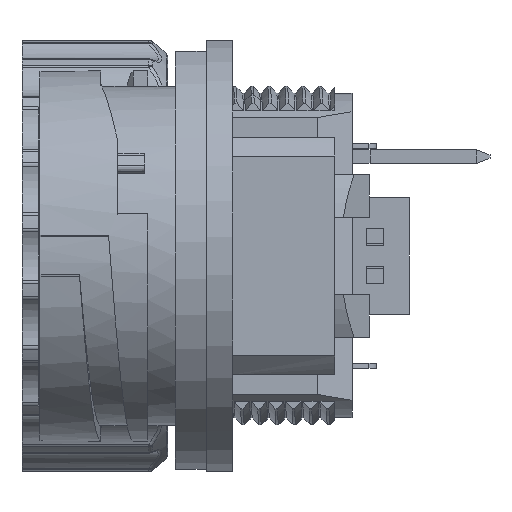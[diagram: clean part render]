
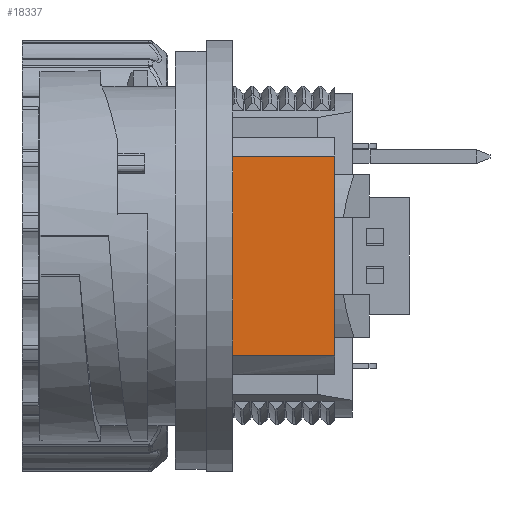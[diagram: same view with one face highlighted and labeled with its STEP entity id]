
A CAD part, left-side view. The second image highlights one B-rep face of the part: STEP entity #18337.
In plain terms, the highlighted face is planar.
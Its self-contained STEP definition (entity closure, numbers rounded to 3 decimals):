
#9469=DIRECTION('',(0.,0.,1.));
#9470=VECTOR('',#9469,1.081);
#9471=CARTESIAN_POINT('',(7.5,-7.5,-5.831));
#9472=LINE('1371',#9471,#9470);
#9541=DIRECTION('',(0.,0.,1.));
#9542=VECTOR('',#9541,4.5);
#9543=CARTESIAN_POINT('',(7.5,-7.5,-2.25));
#9544=LINE('1372',#9543,#9542);
#9598=DIRECTION('',(0.,0.,1.));
#9599=VECTOR('',#9598,1.081);
#9600=CARTESIAN_POINT('',(7.5,-7.5,4.75));
#9601=LINE('1373',#9600,#9599);
#9959=DIRECTION('',(0.,-1.,0.));
#9960=VECTOR('',#9959,7.5);
#9961=CARTESIAN_POINT('',(7.5,0.,5.831));
#9962=LINE('1014',#9961,#9960);
#10509=DIRECTION('',(0.,0.,1.));
#10510=VECTOR('',#10509,11.662);
#10511=CARTESIAN_POINT('',(7.5,0.,-5.831));
#10512=LINE('920',#10511,#10510);
#12962=DIRECTION('',(0.,0.,-1.));
#12963=VECTOR('',#12962,2.5);
#12964=CARTESIAN_POINT('',(7.5,-7.5,4.75));
#12965=LINE('1355',#12964,#12963);
#12969=DIRECTION('',(0.,-1.,0.));
#12970=VECTOR('',#12969,7.5);
#12971=CARTESIAN_POINT('',(7.5,0.,-5.831));
#12972=LINE('1013',#12971,#12970);
#12976=DIRECTION('',(0.,0.,-1.));
#12977=VECTOR('',#12976,2.5);
#12978=CARTESIAN_POINT('',(7.5,-7.5,-2.25));
#12979=LINE('1356',#12978,#12977);
#15111=CARTESIAN_POINT('',(7.5,0.,-5.831));
#15112=CARTESIAN_POINT('',(7.5,0.,5.831));
#15113=VERTEX_POINT('',#15111);
#15114=VERTEX_POINT('',#15112);
#15119=CARTESIAN_POINT('',(7.5,-7.5,-5.831));
#15120=VERTEX_POINT('',#15119);
#15121=CARTESIAN_POINT('',(7.5,-7.5,5.831));
#15122=VERTEX_POINT('',#15121);
#15199=CARTESIAN_POINT('',(7.5,-7.5,4.75));
#15200=CARTESIAN_POINT('',(7.5,-7.5,2.25));
#15201=VERTEX_POINT('',#15199);
#15202=VERTEX_POINT('',#15200);
#15203=CARTESIAN_POINT('',(7.5,-7.5,-2.25));
#15204=CARTESIAN_POINT('',(7.5,-7.5,-4.75));
#15205=VERTEX_POINT('',#15203);
#15206=VERTEX_POINT('',#15204);
#18322=CARTESIAN_POINT('',(7.5,0.,-5.831));
#18323=DIRECTION('',(1.,0.,0.));
#18324=DIRECTION('',(0.,0.,1.));
#18325=AXIS2_PLACEMENT_3D('',#18322,#18323,#18324);
#18326=PLANE('912',#18325);
#18327=ORIENTED_EDGE('1355',*,*,#18267,.F.);
#18328=ORIENTED_EDGE('1373',*,*,#15870,.T.);
#18329=ORIENTED_EDGE('1014',*,*,#16172,.F.);
#18330=ORIENTED_EDGE('920',*,*,#16347,.F.);
#18331=ORIENTED_EDGE('1013',*,*,#17883,.T.);
#18332=ORIENTED_EDGE('1371',*,*,#15802,.T.);
#18333=ORIENTED_EDGE('1356',*,*,#18282,.F.);
#18334=ORIENTED_EDGE('1372',*,*,#15838,.T.);
#18335=EDGE_LOOP('912',(#18327,#18328,#18329,#18330,#18331,#18332,#18333,
#18334));
#18336=FACE_OUTER_BOUND('912',#18335,.F.);
#15802=EDGE_CURVE('1371',#15120,#15206,#9472,.T.);
#15838=EDGE_CURVE('1372',#15205,#15202,#9544,.T.);
#15870=EDGE_CURVE('1373',#15201,#15122,#9601,.T.);
#16172=EDGE_CURVE('1014',#15114,#15122,#9962,.T.);
#16347=EDGE_CURVE('920',#15113,#15114,#10512,.T.);
#17883=EDGE_CURVE('1013',#15113,#15120,#12972,.T.);
#18267=EDGE_CURVE('1355',#15201,#15202,#12965,.T.);
#18282=EDGE_CURVE('1356',#15205,#15206,#12979,.T.);
#18337=ADVANCED_FACE('912',(#18336),#18326,.T.);
